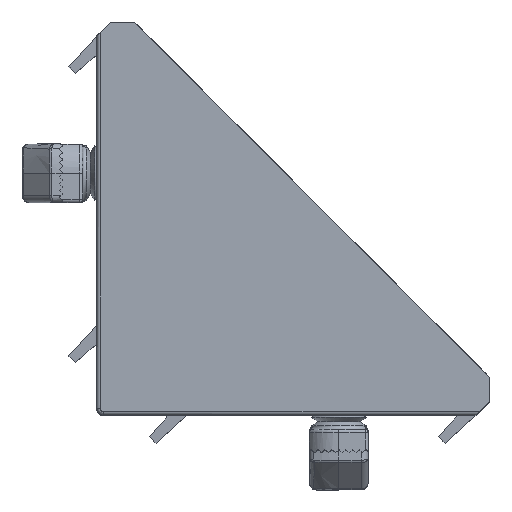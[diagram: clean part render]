
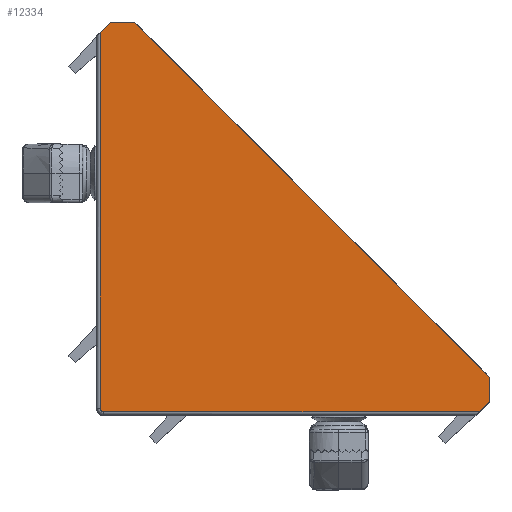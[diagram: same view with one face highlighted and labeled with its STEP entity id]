
A CAD part, top view. The second image highlights one B-rep face of the part: STEP entity #12334.
In plain terms, the highlighted planar face has unit normal (-0.012, -0.012, 1).
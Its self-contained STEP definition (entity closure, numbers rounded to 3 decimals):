
#376=B_SPLINE_CURVE_WITH_KNOTS($,3,(#18449,#18450,#18451,#18452,#18453,
#18454,#18455,#18456,#18457,#18458,#18459,#18460,#18461,#18462,#18463,#18464,
#18465,#18466,#18467),.UNSPECIFIED.,.F.,.F.,(4,3,3,3,3,3,4),(0.,0.25,
0.438,0.5,0.719,0.75,
1.),.UNSPECIFIED.);
#767=LINE($,#18280,#1641);
#775=LINE($,#18297,#1649);
#779=LINE($,#18347,#1653);
#786=LINE($,#18362,#1660);
#787=LINE($,#18364,#1661);
#810=LINE($,#18447,#1684);
#811=LINE($,#18468,#1685);
#1641=VECTOR($,#14599,3.5);
#1649=VECTOR($,#14611,2.13);
#1653=VECTOR($,#14631,2.13);
#1660=VECTOR($,#14642,3.5);
#1661=VECTOR($,#14645,72.832);
#1684=VECTOR($,#14670,54.504);
#1685=VECTOR($,#14671,54.504);
#2498=PLANE($,#13194);
#2980=FACE_OUTER_BOUND($,#3795,.T.);
#3795=EDGE_LOOP($,(#8470,#8471,#8472,#8473,#8474,#8475,#8476,#8477));
#5209=VERTEX_POINT($,#18278);
#5210=VERTEX_POINT($,#18279);
#5217=VERTEX_POINT($,#18295);
#5222=VERTEX_POINT($,#18344);
#5223=VERTEX_POINT($,#18346);
#5229=VERTEX_POINT($,#18360);
#5256=VERTEX_POINT($,#18446);
#5257=VERTEX_POINT($,#18448);
#6413=EDGE_CURVE($,#5209,#5210,#767,.T.);
#6422=EDGE_CURVE($,#5210,#5217,#775,.T.);
#6433=EDGE_CURVE($,#5223,#5222,#779,.T.);
#6441=EDGE_CURVE($,#5222,#5229,#786,.T.);
#6442=EDGE_CURVE($,#5229,#5209,#787,.T.);
#6469=EDGE_CURVE($,#5217,#5256,#810,.T.);
#6470=EDGE_CURVE($,#5256,#5257,#376,.T.);
#6471=EDGE_CURVE($,#5257,#5223,#811,.T.);
#8470=ORIENTED_EDGE($,*,*,#6442,.T.);
#8471=ORIENTED_EDGE($,*,*,#6413,.T.);
#8472=ORIENTED_EDGE($,*,*,#6422,.T.);
#8473=ORIENTED_EDGE($,*,*,#6469,.T.);
#8474=ORIENTED_EDGE($,*,*,#6470,.T.);
#8475=ORIENTED_EDGE($,*,*,#6471,.T.);
#8476=ORIENTED_EDGE($,*,*,#6433,.T.);
#8477=ORIENTED_EDGE($,*,*,#6441,.T.);
#12334=ADVANCED_FACE($,(#2980),#2498,.T.);
#13194=AXIS2_PLACEMENT_3D($,#18445,#14668,#14669);
#14599=DIRECTION($,(-1.,0.,-0.012));
#14611=DIRECTION($,(-0.707,-0.707,-0.017));
#14631=DIRECTION($,(0.707,0.707,0.017));
#14642=DIRECTION($,(0.,1.,0.012));
#14645=DIRECTION($,(-0.707,0.707,0.));
#14668=DIRECTION('center_axis',(-0.012,-0.012,1.));
#14669=DIRECTION('ref_axis',(0.,-1.,-0.012));
#14670=DIRECTION($,(0.,-1.,-0.012));
#14671=DIRECTION($,(1.,0.,0.012));
#18278=CARTESIAN_POINT('',(5.5,57.,29.));
#18279=CARTESIAN_POINT('',(2.,57.,28.957));
#18280=CARTESIAN_POINT($,(5.5,57.,29.));
#18295=CARTESIAN_POINT('',(0.494,55.494,28.92));
#18297=CARTESIAN_POINT($,(2.,57.,28.957));
#18344=CARTESIAN_POINT('',(57.,2.,28.957));
#18346=CARTESIAN_POINT('',(55.494,0.494,28.92));
#18347=CARTESIAN_POINT($,(55.494,0.494,28.92));
#18360=CARTESIAN_POINT('',(57.,5.5,29.));
#18362=CARTESIAN_POINT($,(57.,2.,28.957));
#18364=CARTESIAN_POINT($,(5.5,57.,29.));
#18445=CARTESIAN_POINT('Origin',(5.5,57.,29.));
#18446=CARTESIAN_POINT('',(0.494,0.994,28.247));
#18447=CARTESIAN_POINT($,(0.494,57.001,28.938));
#18448=CARTESIAN_POINT('',(0.994,0.494,28.247));
#18449=CARTESIAN_POINT('Ctrl Pts',(0.494,0.994,
28.247));
#18450=CARTESIAN_POINT('Ctrl Pts',(0.494,0.932,
28.246));
#18451=CARTESIAN_POINT('Ctrl Pts',(0.505,0.871,
28.246));
#18452=CARTESIAN_POINT('Ctrl Pts',(0.529,0.81,
28.245));
#18453=CARTESIAN_POINT('Ctrl Pts',(0.547,0.764,
28.245));
#18454=CARTESIAN_POINT('Ctrl Pts',(0.572,0.72,
28.245));
#18455=CARTESIAN_POINT('Ctrl Pts',(0.605,0.68,
28.244));
#18456=CARTESIAN_POINT('Ctrl Pts',(0.616,0.666,28.244));
#18457=CARTESIAN_POINT('Ctrl Pts',(0.629,0.652,
28.244));
#18458=CARTESIAN_POINT('Ctrl Pts',(0.64,0.64,
28.244));
#18459=CARTESIAN_POINT('Ctrl Pts',(0.681,0.599,
28.244));
#18460=CARTESIAN_POINT('Ctrl Pts',(0.729,0.566,
28.245));
#18461=CARTESIAN_POINT('Ctrl Pts',(0.785,0.54,
28.245));
#18462=CARTESIAN_POINT('Ctrl Pts',(0.793,0.536,
28.245));
#18463=CARTESIAN_POINT('Ctrl Pts',(0.803,0.532,
28.245));
#18464=CARTESIAN_POINT('Ctrl Pts',(0.81,0.529,
28.245));
#18465=CARTESIAN_POINT('Ctrl Pts',(0.867,0.506,28.246));
#18466=CARTESIAN_POINT('Ctrl Pts',(0.929,0.494,
28.246));
#18467=CARTESIAN_POINT('Ctrl Pts',(0.994,0.494,
28.247));
#18468=CARTESIAN_POINT($,(0.994,0.494,28.247));
